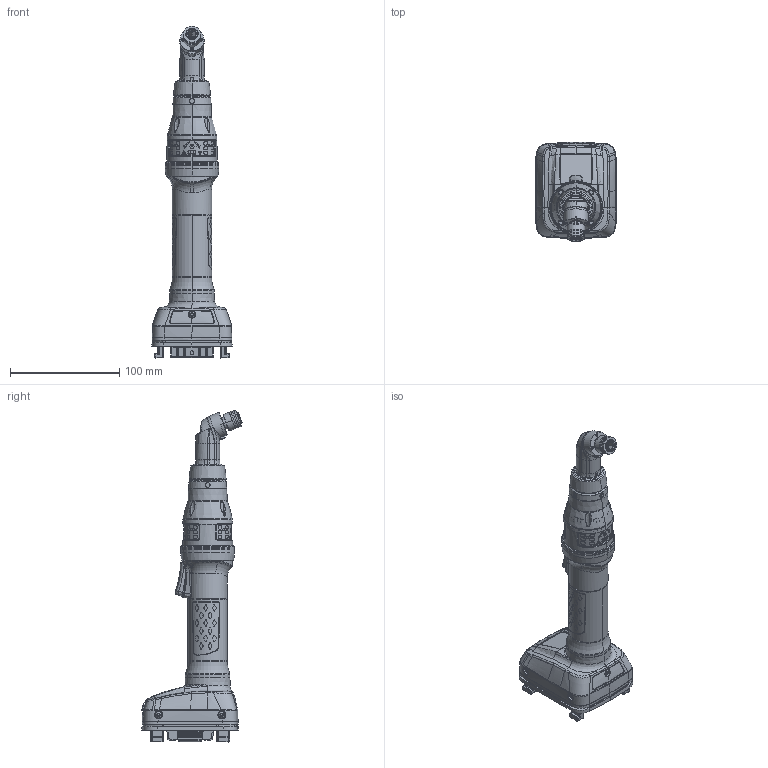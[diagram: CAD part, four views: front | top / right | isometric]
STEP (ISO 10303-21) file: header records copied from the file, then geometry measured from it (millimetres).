
FILE_DESCRIPTION((''),'2;1');
FILE_NAME('EXT_COMP_SW0021','2022-03-31T10:08:13',('INEdipo'),(''),'CREO PARAMETRIC BY PTC INC, 2020281','CREO PARAMETRIC BY PTC INC, 2020281','');
FILE_SCHEMA(('CONFIG_CONTROL_DESIGN'));
Products named in the file (1): EXT_COMP_SW0021
Bounding box: 73.4 x 91.84 x 304.13 mm (x, y, z)
Volume: 472635.3 mm3; surface area: 77778.9 mm2
Topology: 2 solids, 2 shells, 3890 faces, 9883 edges, 6150 vertices
Faces by surface type: bspline 1409, plane 984, cylinder 783, extrusion 296, torus 210, cone 147, sphere 56, revolution 5
Entity records: 205973 total; most frequent: CARTESIAN_POINT 124037, ORIENTED_EDGE 19730, DIRECTION 12556, EDGE_CURVE 9865, VERTEX_POINT 6150, B_SPLINE_CURVE_WITH_KNOTS 4491, AXIS2_PLACEMENT_3D 4400, EDGE_LOOP 4093
